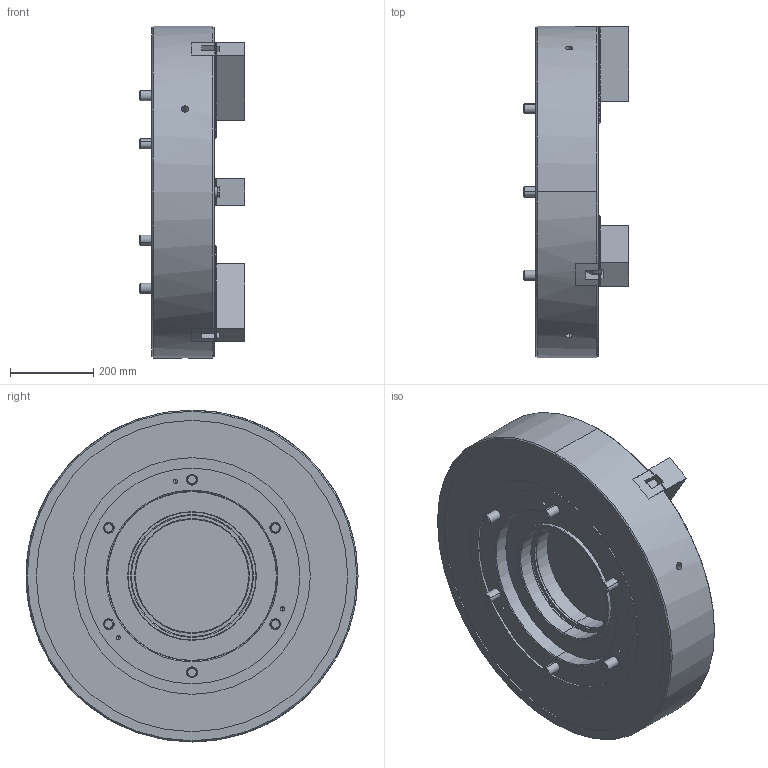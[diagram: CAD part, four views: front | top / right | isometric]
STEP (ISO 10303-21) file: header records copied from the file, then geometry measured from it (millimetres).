
FILE_DESCRIPTION (( 'STEP AP203' ), '1' );
FILE_NAME ('CF-3H-232.STEP', '2023-12-21T07:49:17', ( '' ), ( '' ), 'SwSTEP 2.0', 'SolidWorks 2020', '' );
FILE_SCHEMA (( 'CONFIG_CONTROL_DESIGN' ));
Length unit declared in the file: millimetre
Products named in the file (12): CF-3H-232-07000; CF-3H-221-04020(T型塊); CF-3H-232-01000; SJ-21; CF-3H-232-02000; 圓頭內六角螺栓_M20x55; CF-3H-232-03000; 圓頭內六角螺栓_M24x155; CF-3H-232-04000; 圓頭內六角螺栓_M6x16; CF-3H-232-06000; CF-3H-232
Assembly tree (35 placements, depth 2):
  CF-3H-232
    CF-3H-232-01000
    CF-3H-232-02000
    CF-3H-232-03000  x3
    CF-3H-232-04000
    CF-3H-232-06000
    CF-3H-232-07000
    CF-3H-221-04020(T型塊)  x6
    SJ-21  x3
    圓頭內六角螺栓_M20x55  x6
    圓頭內六角螺栓_M24x155  x6
    圓頭內六角螺栓_M6x16  x6
Bounding box: 253.2 x 800 x 800 mm (x, y, z)
Volume: 66267453.1 mm3; surface area: 3015623.3 mm2
Topology: 36 solids, 36 shells, 4569 faces, 13075 edges, 8613 vertices
Faces by surface type: plane 3332, cylinder 1037, cone 194, torus 6
Entity records: 54363 total; most frequent: CARTESIAN_POINT 10663, ORIENTED_EDGE 9166, DIRECTION 8177, EDGE_CURVE 4583, VECTOR 3569, LINE 3569, VERTEX_POINT 3032, AXIS2_PLACEMENT_3D 2304
